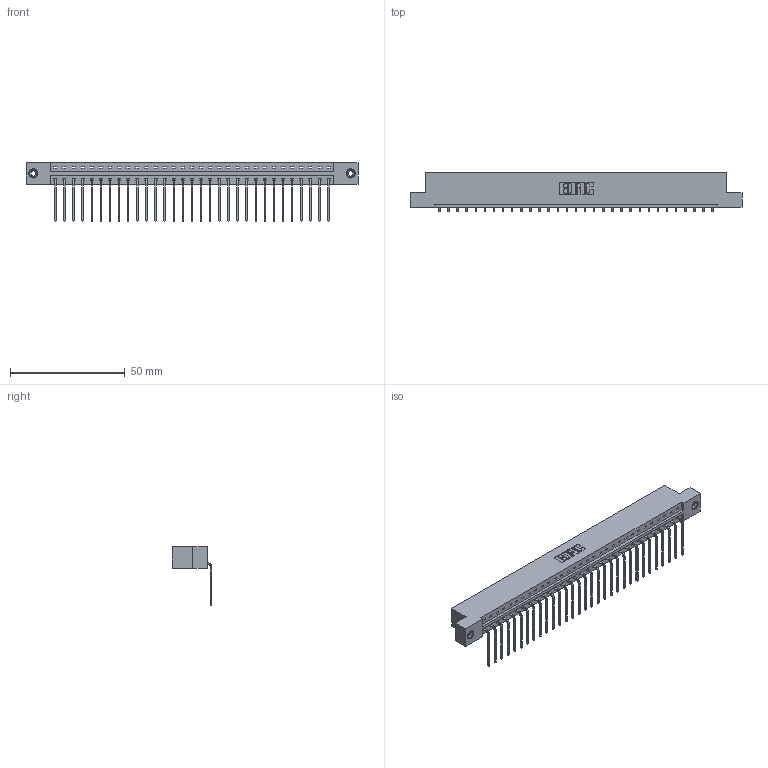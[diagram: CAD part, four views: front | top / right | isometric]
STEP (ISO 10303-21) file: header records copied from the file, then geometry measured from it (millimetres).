
FILE_DESCRIPTION (( 'STEP AP203' ), '1' );
FILE_NAME ('333-031-559-108.STEP', '2018-08-02T19:34:42', ( '' ), ( '' ), 'SwSTEP 2.0', 'SolidWorks 2016', '' );
FILE_SCHEMA (( 'CONFIG_CONTROL_DESIGN' ));
Length unit declared in the file: inch
Products named in the file (4): 333 Part_Flush - .156 Dia - TI; 345-292-001_558 559 Tail - 1; 345-250-001_345-250-003-102; 333-031-559-108
Assembly tree (34 placements, depth 2):
  333-031-559-108
    333 Part_Flush - .156 Dia - TI
    345-292-001_558 559 Tail - 1  x31
    345-250-001_345-250-003-102  x2
Bounding box: 144.37 x 17.09 x 25.53 mm (x, y, z)
Volume: 14530.2 mm3; surface area: 16308.7 mm2
Topology: 34 solids, 34 shells, 2034 faces, 6089 edges, 4010 vertices
Faces by surface type: plane 1466, cylinder 552, cone 12, torus 4
Entity records: 21644 total; most frequent: CARTESIAN_POINT 3718, ORIENTED_EDGE 3678, DIRECTION 3191, EDGE_CURVE 1839, LINE 1691, VECTOR 1691, VERTEX_POINT 1220, AXIS2_PLACEMENT_3D 750
